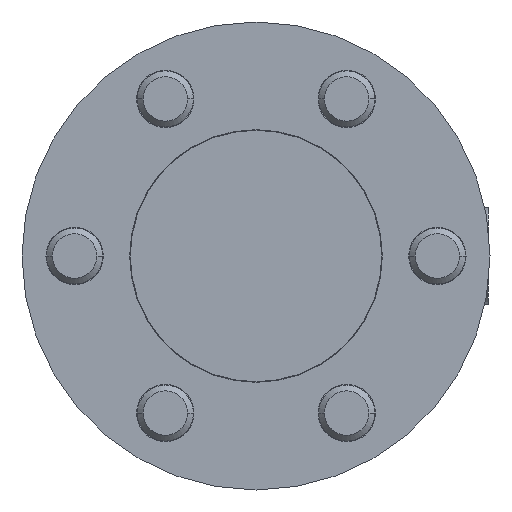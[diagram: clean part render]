
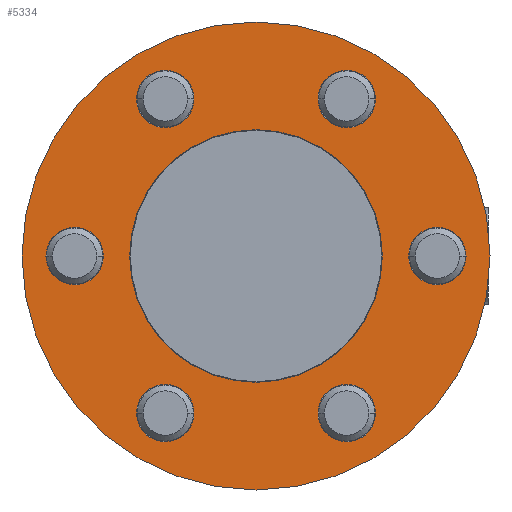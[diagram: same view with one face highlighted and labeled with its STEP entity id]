
A CAD part, front view. The second image highlights one B-rep face of the part: STEP entity #5334.
In plain terms, the highlighted planar face has unit normal (0, -1, 0).
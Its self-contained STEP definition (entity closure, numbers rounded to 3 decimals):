
#1=CARTESIAN_POINT('',(0.,0.,0.));
#2=DIRECTION('',(0.,1.,0.));
#3=DIRECTION('',(1.,0.,0.));
#4=AXIS2_PLACEMENT_3D('',#1,#2,#3);
#6=CARTESIAN_POINT('',(0.,0.,0.));
#7=DIRECTION('',(0.,1.,0.));
#8=DIRECTION('',(-1.,0.,0.));
#9=AXIS2_PLACEMENT_3D('',#6,#7,#8);
#11=CARTESIAN_POINT('',(155.,0.,0.));
#12=DIRECTION('',(0.,1.,0.));
#13=DIRECTION('',(1.,0.,0.));
#14=AXIS2_PLACEMENT_3D('',#11,#12,#13);
#16=CARTESIAN_POINT('',(155.,0.,0.));
#17=DIRECTION('',(0.,1.,0.));
#18=DIRECTION('',(-1.,0.,0.));
#19=AXIS2_PLACEMENT_3D('',#16,#17,#18);
#21=CARTESIAN_POINT('',(77.5,0.,-134.234));
#22=DIRECTION('',(0.,1.,0.));
#23=DIRECTION('',(-1.,0.,0.));
#24=AXIS2_PLACEMENT_3D('',#21,#22,#23);
#26=CARTESIAN_POINT('',(77.5,0.,-134.234));
#27=DIRECTION('',(0.,1.,0.));
#28=DIRECTION('',(1.,0.,0.));
#29=AXIS2_PLACEMENT_3D('',#26,#27,#28);
#31=CARTESIAN_POINT('',(-77.5,0.,-134.234));
#32=DIRECTION('',(0.,1.,0.));
#33=DIRECTION('',(-1.,0.,0.));
#34=AXIS2_PLACEMENT_3D('',#31,#32,#33);
#36=CARTESIAN_POINT('',(-77.5,0.,-134.234));
#37=DIRECTION('',(0.,1.,0.));
#38=DIRECTION('',(1.,0.,0.));
#39=AXIS2_PLACEMENT_3D('',#36,#37,#38);
#41=CARTESIAN_POINT('',(-155.,0.,0.));
#42=DIRECTION('',(0.,1.,0.));
#43=DIRECTION('',(1.,0.,0.));
#44=AXIS2_PLACEMENT_3D('',#41,#42,#43);
#46=CARTESIAN_POINT('',(-155.,0.,0.));
#47=DIRECTION('',(0.,1.,0.));
#48=DIRECTION('',(-1.,0.,0.));
#49=AXIS2_PLACEMENT_3D('',#46,#47,#48);
#51=CARTESIAN_POINT('',(-77.5,0.,134.234));
#52=DIRECTION('',(0.,1.,0.));
#53=DIRECTION('',(1.,0.,0.));
#54=AXIS2_PLACEMENT_3D('',#51,#52,#53);
#56=CARTESIAN_POINT('',(-77.5,0.,134.234));
#57=DIRECTION('',(0.,1.,0.));
#58=DIRECTION('',(-1.,0.,0.));
#59=AXIS2_PLACEMENT_3D('',#56,#57,#58);
#61=CARTESIAN_POINT('',(77.5,0.,134.234));
#62=DIRECTION('',(0.,1.,0.));
#63=DIRECTION('',(1.,0.,0.));
#64=AXIS2_PLACEMENT_3D('',#61,#62,#63);
#66=CARTESIAN_POINT('',(77.5,0.,134.234));
#67=DIRECTION('',(0.,1.,0.));
#68=DIRECTION('',(-1.,0.,0.));
#69=AXIS2_PLACEMENT_3D('',#66,#67,#68);
#71=CARTESIAN_POINT('',(0.,0.,0.));
#72=DIRECTION('',(0.,-1.,0.));
#73=DIRECTION('',(1.,0.,0.));
#74=AXIS2_PLACEMENT_3D('',#71,#72,#73);
#76=CARTESIAN_POINT('',(0.,0.,0.));
#77=DIRECTION('',(0.,-1.,0.));
#78=DIRECTION('',(-1.,0.,0.));
#79=AXIS2_PLACEMENT_3D('',#76,#77,#78);
#3969=CARTESIAN_POINT('',(200.,0.,0.));
#3970=CARTESIAN_POINT('',(-200.,0.,0.));
#3971=VERTEX_POINT('',#3969);
#3972=VERTEX_POINT('',#3970);
#4001=CARTESIAN_POINT('',(179.5,0.,0.));
#4002=VERTEX_POINT('',#4001);
#4003=CARTESIAN_POINT('',(130.5,0.,0.));
#4004=VERTEX_POINT('',#4003);
#4005=CARTESIAN_POINT('',(102.,0.,-134.234));
#4006=VERTEX_POINT('',#4005);
#4007=CARTESIAN_POINT('',(53.,0.,-134.234));
#4008=VERTEX_POINT('',#4007);
#4009=CARTESIAN_POINT('',(-53.,0.,-134.234));
#4010=VERTEX_POINT('',#4009);
#4011=CARTESIAN_POINT('',(-102.,0.,-134.234));
#4012=VERTEX_POINT('',#4011);
#4013=CARTESIAN_POINT('',(-130.5,0.,0.));
#4014=VERTEX_POINT('',#4013);
#4015=CARTESIAN_POINT('',(-179.5,0.,0.));
#4016=VERTEX_POINT('',#4015);
#4017=CARTESIAN_POINT('',(-53.,0.,134.234));
#4018=VERTEX_POINT('',#4017);
#4019=CARTESIAN_POINT('',(-102.,0.,134.234));
#4020=VERTEX_POINT('',#4019);
#4021=CARTESIAN_POINT('',(102.,0.,134.234));
#4022=VERTEX_POINT('',#4021);
#4023=CARTESIAN_POINT('',(53.,0.,134.234));
#4024=VERTEX_POINT('',#4023);
#4025=CARTESIAN_POINT('',(108.,0.,0.));
#4026=CARTESIAN_POINT('',(-108.,0.,0.));
#4027=VERTEX_POINT('',#4025);
#4028=VERTEX_POINT('',#4026);
#5281=CARTESIAN_POINT('',(0.,0.,0.));
#5282=DIRECTION('',(0.,1.,0.));
#5283=DIRECTION('',(1.,0.,0.));
#5284=AXIS2_PLACEMENT_3D('',#5281,#5282,#5283);
#5285=PLANE('',#5284);
#5287=ORIENTED_EDGE('',*,*,#5286,.T.);
#5289=ORIENTED_EDGE('',*,*,#5288,.T.);
#5290=EDGE_LOOP('',(#5287,#5289));
#5291=FACE_OUTER_BOUND('',#5290,.F.);
#5293=ORIENTED_EDGE('',*,*,#5292,.F.);
#5295=ORIENTED_EDGE('',*,*,#5294,.F.);
#5296=EDGE_LOOP('',(#5293,#5295));
#5297=FACE_BOUND('',#5296,.F.);
#5299=ORIENTED_EDGE('',*,*,#5298,.F.);
#5301=ORIENTED_EDGE('',*,*,#5300,.F.);
#5302=EDGE_LOOP('',(#5299,#5301));
#5303=FACE_BOUND('',#5302,.F.);
#5305=ORIENTED_EDGE('',*,*,#5304,.F.);
#5307=ORIENTED_EDGE('',*,*,#5306,.F.);
#5308=EDGE_LOOP('',(#5305,#5307));
#5309=FACE_BOUND('',#5308,.F.);
#5311=ORIENTED_EDGE('',*,*,#5310,.F.);
#5313=ORIENTED_EDGE('',*,*,#5312,.F.);
#5314=EDGE_LOOP('',(#5311,#5313));
#5315=FACE_BOUND('',#5314,.F.);
#5317=ORIENTED_EDGE('',*,*,#5316,.F.);
#5319=ORIENTED_EDGE('',*,*,#5318,.F.);
#5320=EDGE_LOOP('',(#5317,#5319));
#5321=FACE_BOUND('',#5320,.F.);
#5323=ORIENTED_EDGE('',*,*,#5322,.F.);
#5325=ORIENTED_EDGE('',*,*,#5324,.F.);
#5326=EDGE_LOOP('',(#5323,#5325));
#5327=FACE_BOUND('',#5326,.F.);
#5329=ORIENTED_EDGE('',*,*,#5328,.T.);
#5331=ORIENTED_EDGE('',*,*,#5330,.T.);
#5332=EDGE_LOOP('',(#5329,#5331));
#5333=FACE_BOUND('',#5332,.F.);
#5334=ADVANCED_FACE('',(#5291,#5297,#5303,#5309,#5315,#5321,#5327,#5333),#5285,
.F.);
#5=CIRCLE('',#4,200.);
#10=CIRCLE('',#9,200.);
#15=CIRCLE('',#14,24.5);
#20=CIRCLE('',#19,24.5);
#25=CIRCLE('',#24,24.5);
#30=CIRCLE('',#29,24.5);
#35=CIRCLE('',#34,24.5);
#40=CIRCLE('',#39,24.5);
#45=CIRCLE('',#44,24.5);
#50=CIRCLE('',#49,24.5);
#55=CIRCLE('',#54,24.5);
#60=CIRCLE('',#59,24.5);
#65=CIRCLE('',#64,24.5);
#70=CIRCLE('',#69,24.5);
#75=CIRCLE('',#74,108.);
#80=CIRCLE('',#79,108.);
#5286=EDGE_CURVE('',#3971,#3972,#5,.T.);
#5288=EDGE_CURVE('',#3972,#3971,#10,.T.);
#5292=EDGE_CURVE('',#4002,#4004,#15,.T.);
#5294=EDGE_CURVE('',#4004,#4002,#20,.T.);
#5298=EDGE_CURVE('',#4008,#4006,#25,.T.);
#5300=EDGE_CURVE('',#4006,#4008,#30,.T.);
#5304=EDGE_CURVE('',#4012,#4010,#35,.T.);
#5306=EDGE_CURVE('',#4010,#4012,#40,.T.);
#5310=EDGE_CURVE('',#4014,#4016,#45,.T.);
#5312=EDGE_CURVE('',#4016,#4014,#50,.T.);
#5316=EDGE_CURVE('',#4018,#4020,#55,.T.);
#5318=EDGE_CURVE('',#4020,#4018,#60,.T.);
#5322=EDGE_CURVE('',#4022,#4024,#65,.T.);
#5324=EDGE_CURVE('',#4024,#4022,#70,.T.);
#5328=EDGE_CURVE('',#4027,#4028,#75,.T.);
#5330=EDGE_CURVE('',#4028,#4027,#80,.T.);
